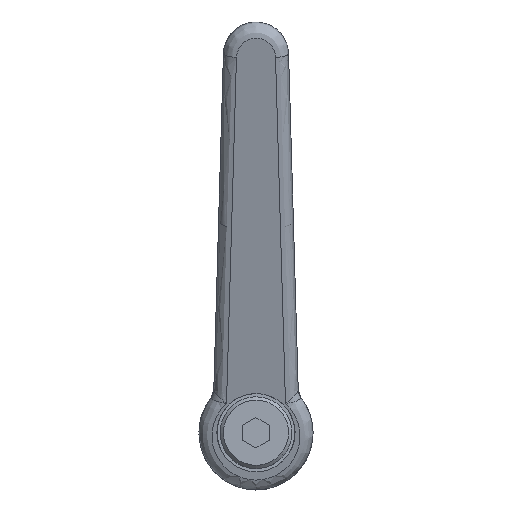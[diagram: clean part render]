
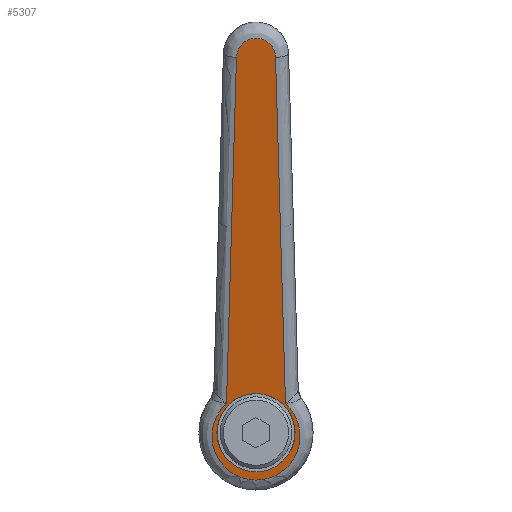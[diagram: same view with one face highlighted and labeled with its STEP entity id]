
A CAD part, top view. The second image highlights one B-rep face of the part: STEP entity #5307.
In plain terms, the highlighted free-form (B-spline) face has degree [1, 1] with [2, 2] control points.
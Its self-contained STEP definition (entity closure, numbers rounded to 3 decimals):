
#1882=CARTESIAN_POINT('',(4.424,4.054,30.087));
#1883=VERTEX_POINT('',#1882);
#1889=CARTESIAN_POINT('',(-6.,0.0,27.327));
#1890=VERTEX_POINT('',#1889);
#1891=CARTESIAN_POINT('',(4.424,4.054,30.087));
#1892=CARTESIAN_POINT('',(2.64,6.,29.615));
#1893=CARTESIAN_POINT('',(0.,6.0,28.916));
#1894=CARTESIAN_POINT('',(-6.,6.0,27.327));
#1895=CARTESIAN_POINT('',(-6.,0.0,27.327));
#1903=(BOUNDED_CURVE()B_SPLINE_CURVE(2,(#1891,#1892,#1893,#1894,#1895),.UNSPECIFIED.,.F.,.U.)B_SPLINE_CURVE_WITH_KNOTS((3,2,3),(0.618,0.75,1.0),.UNSPECIFIED.)CURVE()GEOMETRIC_REPRESENTATION_ITEM()RATIONAL_B_SPLINE_CURVE((0.854,0.846,1.0,0.707,1.0))REPRESENTATION_ITEM(''));
#1904=EDGE_CURVE('',#1883,#1890,#1903,.T.);
#1906=CARTESIAN_POINT('',(4.3,-4.185,30.054));
#1907=VERTEX_POINT('',#1906);
#1908=CARTESIAN_POINT('',(-6.,0.0,27.327));
#1909=CARTESIAN_POINT('',(-6.,-6.,27.327));
#1910=CARTESIAN_POINT('',(0.,-6.,28.916));
#1911=CARTESIAN_POINT('',(2.533,-6.,29.586));
#1912=CARTESIAN_POINT('',(4.3,-4.185,30.054));
#1920=(BOUNDED_CURVE()B_SPLINE_CURVE(2,(#1908,#1909,#1910,#1911,#1912),.UNSPECIFIED.,.F.,.U.)B_SPLINE_CURVE_WITH_KNOTS((3,2,3),(0.0,0.25,0.377),.UNSPECIFIED.)CURVE()GEOMETRIC_REPRESENTATION_ITEM()RATIONAL_B_SPLINE_CURVE((1.0,0.707,1.0,0.851,0.854))REPRESENTATION_ITEM(''));
#1921=EDGE_CURVE('',#1890,#1907,#1920,.T.);
#1958=CARTESIAN_POINT('',(6.,0.,30.504));
#1959=VERTEX_POINT('',#1958);
#1960=CARTESIAN_POINT('',(4.3,-4.185,30.054));
#1961=CARTESIAN_POINT('',(6.,-2.438,30.504));
#1962=CARTESIAN_POINT('',(6.,0.,30.504));
#1970=(BOUNDED_CURVE()B_SPLINE_CURVE(2,(#1960,#1961,#1962),.UNSPECIFIED.,.F.,.U.)B_SPLINE_CURVE_WITH_KNOTS((3,3),(0.377,0.5),.UNSPECIFIED.)CURVE()GEOMETRIC_REPRESENTATION_ITEM()RATIONAL_B_SPLINE_CURVE((0.854,0.856,1.0))REPRESENTATION_ITEM(''));
#1971=EDGE_CURVE('',#1907,#1959,#1970,.T.);
#1973=CARTESIAN_POINT('',(6.,0.,30.504));
#1974=CARTESIAN_POINT('',(6.,2.333,30.504));
#1975=CARTESIAN_POINT('',(4.424,4.054,30.087));
#1983=(BOUNDED_CURVE()B_SPLINE_CURVE(2,(#1973,#1974,#1975),.UNSPECIFIED.,.F.,.U.)B_SPLINE_CURVE_WITH_KNOTS((3,3),(0.5,0.618),.UNSPECIFIED.)CURVE()GEOMETRIC_REPRESENTATION_ITEM()RATIONAL_B_SPLINE_CURVE((1.0,0.861,0.854))REPRESENTATION_ITEM(''));
#1984=EDGE_CURVE('',#1959,#1883,#1983,.T.);
#4310=CARTESIAN_POINT('',(4.498,4.524,30.107));
#4311=VERTEX_POINT('',#4310);
#4553=CARTESIAN_POINT('',(4.498,-4.524,30.107));
#4554=VERTEX_POINT('',#4553);
#4666=CARTESIAN_POINT('',(57.574,-2.999,44.162));
#4667=VERTEX_POINT('',#4666);
#4668=CARTESIAN_POINT('',(4.498,-4.524,30.107));
#4669=CARTESIAN_POINT('',(57.574,-2.999,44.162));
#4670=QUASI_UNIFORM_CURVE('',1,(#4668,#4669),.UNSPECIFIED.,.F.,.U.);
#4671=EDGE_CURVE('',#4554,#4667,#4670,.T.);
#4882=CARTESIAN_POINT('',(4.498,4.524,30.107));
#4883=CARTESIAN_POINT('',(1.391,7.964,29.284));
#4884=CARTESIAN_POINT('',(-2.935,6.3,28.138));
#4885=CARTESIAN_POINT('',(-7.262,4.636,26.993));
#4886=CARTESIAN_POINT('',(-7.262,0.,26.993));
#4887=CARTESIAN_POINT('',(-7.262,-4.636,26.993));
#4888=CARTESIAN_POINT('',(-2.935,-6.3,28.138));
#4889=CARTESIAN_POINT('',(1.391,-7.964,29.284));
#4890=CARTESIAN_POINT('',(4.498,-4.524,30.107));
#4898=(BOUNDED_CURVE()B_SPLINE_CURVE(2,(#4882,#4883,#4884,#4885,#4886,#4887,#4888,#4889,#4890),.UNSPECIFIED.,.F.,.U.)B_SPLINE_CURVE_WITH_KNOTS((3,2,2,2,3),(0.0,0.25,0.5,0.75,1.0),.UNSPECIFIED.)CURVE()GEOMETRIC_REPRESENTATION_ITEM()RATIONAL_B_SPLINE_CURVE((1.0,0.824,1.0,0.824,1.0,0.824,1.0,0.824,1.0))REPRESENTATION_ITEM(''));
#4899=EDGE_CURVE('',#4311,#4554,#4898,.T.);
#4968=CARTESIAN_POINT('',(57.574,2.999,44.162));
#4969=VERTEX_POINT('',#4968);
#4982=CARTESIAN_POINT('',(57.574,-2.999,44.162));
#4983=CARTESIAN_POINT('',(60.488,-2.915,44.933));
#4984=CARTESIAN_POINT('',(60.488,0.,44.933));
#4985=CARTESIAN_POINT('',(60.488,2.915,44.933));
#4986=CARTESIAN_POINT('',(57.574,2.999,44.162));
#4994=(BOUNDED_CURVE()B_SPLINE_CURVE(2,(#4982,#4983,#4984,#4985,#4986),.UNSPECIFIED.,.F.,.U.)B_SPLINE_CURVE_WITH_KNOTS((3,2,3),(0.0,0.5,1.0),.UNSPECIFIED.)CURVE()GEOMETRIC_REPRESENTATION_ITEM()RATIONAL_B_SPLINE_CURVE((1.0,0.717,1.0,0.717,1.0))REPRESENTATION_ITEM(''));
#4995=EDGE_CURVE('',#4667,#4969,#4994,.T.);
#5036=CARTESIAN_POINT('',(57.574,2.999,44.162));
#5037=CARTESIAN_POINT('',(4.498,4.524,30.107));
#5038=QUASI_UNIFORM_CURVE('',1,(#5036,#5037),.UNSPECIFIED.,.F.,.U.);
#5039=EDGE_CURVE('',#4969,#4311,#5038,.T.);
#5290=CARTESIAN_POINT('',(63.872,-7.419,45.83));
#5291=CARTESIAN_POINT('',(-10.646,-7.419,26.096));
#5292=CARTESIAN_POINT('',(63.872,7.419,45.83));
#5293=CARTESIAN_POINT('',(-10.646,7.419,26.096));
#5294=B_SPLINE_SURFACE_WITH_KNOTS('',1,1,((#5290,#5292),(#5291,#5293)),.UNSPECIFIED.,.F.,.F.,.U.,(2,2),(2,2),(0.0,77.087),(0.0,14.837),.UNSPECIFIED.);
#5295=ORIENTED_EDGE('',*,*,#4899,.T.);
#5296=ORIENTED_EDGE('',*,*,#4671,.T.);
#5297=ORIENTED_EDGE('',*,*,#4995,.T.);
#5298=ORIENTED_EDGE('',*,*,#5039,.T.);
#5299=EDGE_LOOP('',(#5295,#5296,#5297,#5298));
#5300=FACE_OUTER_BOUND('',#5299,.T.);
#5301=ORIENTED_EDGE('',*,*,#1984,.F.);
#5302=ORIENTED_EDGE('',*,*,#1971,.F.);
#5303=ORIENTED_EDGE('',*,*,#1921,.F.);
#5304=ORIENTED_EDGE('',*,*,#1904,.F.);
#5305=EDGE_LOOP('',(#5301,#5302,#5303,#5304));
#5306=FACE_BOUND('',#5305,.T.);
#5307=ADVANCED_FACE('',(#5300,#5306),#5294,.F.);
